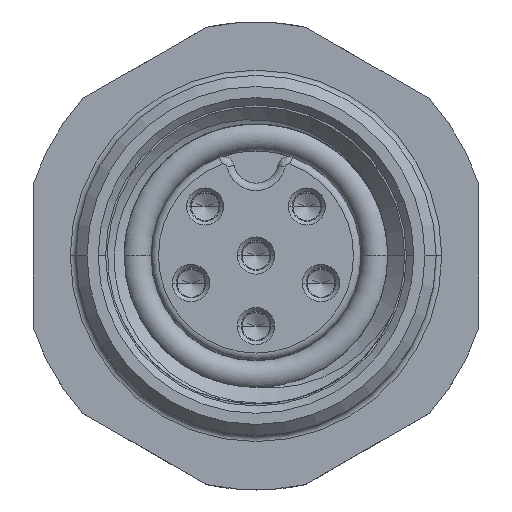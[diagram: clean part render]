
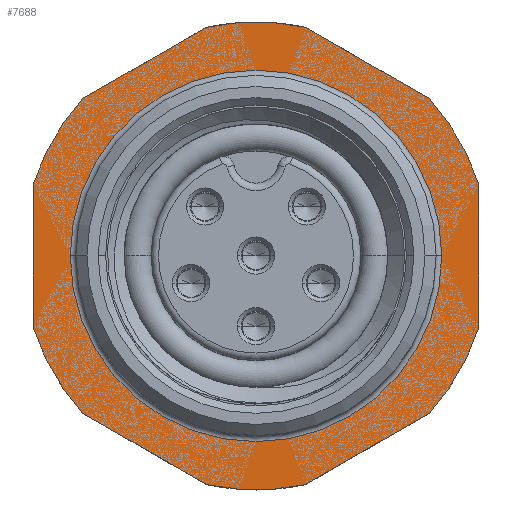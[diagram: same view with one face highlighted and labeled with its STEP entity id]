
A CAD part, top view. The second image highlights one B-rep face of the part: STEP entity #7688.
In plain terms, the highlighted planar face has unit normal (0, 0, 1).
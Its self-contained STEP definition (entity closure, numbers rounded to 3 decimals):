
#4246=CARTESIAN_POINT('',(0.,0.,-0.3));
#4247=DIRECTION('',(0.,0.,1.));
#4248=DIRECTION('',(0.212,0.977,0.));
#4249=AXIS2_PLACEMENT_3D('',#4246,#4247,#4248);
#4251=DIRECTION('',(-0.866,0.5,0.));
#4252=VECTOR('',#4251,3.842);
#4253=CARTESIAN_POINT('',(4.664,4.236,-0.3));
#4254=LINE('',#4253,#4252);
#4255=CARTESIAN_POINT('',(0.,0.,-0.3));
#4256=DIRECTION('',(0.,0.,1.));
#4257=DIRECTION('',(0.952,0.305,0.));
#4258=AXIS2_PLACEMENT_3D('',#4255,#4256,#4257);
#4260=DIRECTION('',(0.,1.,0.));
#4261=VECTOR('',#4260,3.842);
#4262=CARTESIAN_POINT('',(6.,-1.921,-0.3));
#4263=LINE('',#4262,#4261);
#4264=CARTESIAN_POINT('',(0.,0.,-0.3));
#4265=DIRECTION('',(0.,0.,1.));
#4266=DIRECTION('',(0.74,-0.672,0.));
#4267=AXIS2_PLACEMENT_3D('',#4264,#4265,#4266);
#4269=DIRECTION('',(0.866,0.5,0.));
#4270=VECTOR('',#4269,3.842);
#4271=CARTESIAN_POINT('',(1.336,-6.157,-0.3));
#4272=LINE('',#4271,#4270);
#4273=CARTESIAN_POINT('',(0.,0.,-0.3));
#4274=DIRECTION('',(0.,0.,1.));
#4275=DIRECTION('',(-0.212,-0.977,0.));
#4276=AXIS2_PLACEMENT_3D('',#4273,#4274,#4275);
#4278=DIRECTION('',(0.866,-0.5,0.));
#4279=VECTOR('',#4278,3.842);
#4280=CARTESIAN_POINT('',(-4.664,-4.236,-0.3));
#4281=LINE('',#4280,#4279);
#4282=CARTESIAN_POINT('',(0.,0.,-0.3));
#4283=DIRECTION('',(0.,0.,1.));
#4284=DIRECTION('',(-0.952,-0.305,0.));
#4285=AXIS2_PLACEMENT_3D('',#4282,#4283,#4284);
#4287=DIRECTION('',(0.,-1.,0.));
#4288=VECTOR('',#4287,3.842);
#4289=CARTESIAN_POINT('',(-6.,1.921,-0.3));
#4290=LINE('',#4289,#4288);
#4291=CARTESIAN_POINT('',(0.,0.,-0.3));
#4292=DIRECTION('',(0.,0.,1.));
#4293=DIRECTION('',(-0.74,0.672,0.));
#4294=AXIS2_PLACEMENT_3D('',#4291,#4292,#4293);
#4296=DIRECTION('',(-0.866,-0.5,0.));
#4297=VECTOR('',#4296,3.842);
#4298=CARTESIAN_POINT('',(-1.336,6.157,-0.3));
#4299=LINE('',#4298,#4297);
#4300=CARTESIAN_POINT('',(0.,0.,-0.3));
#4301=DIRECTION('',(0.,0.,1.));
#4302=DIRECTION('',(-1.,0.,0.));
#4303=AXIS2_PLACEMENT_3D('',#4300,#4301,#4302);
#4305=CARTESIAN_POINT('',(0.,0.,-0.3));
#4306=DIRECTION('',(0.,0.,1.));
#4307=DIRECTION('',(1.,0.,0.));
#4308=AXIS2_PLACEMENT_3D('',#4305,#4306,#4307);
#7046=CARTESIAN_POINT('',(1.336,6.157,-0.3));
#7047=CARTESIAN_POINT('',(-1.336,6.157,-0.3));
#7048=VERTEX_POINT('',#7046);
#7049=VERTEX_POINT('',#7047);
#7050=CARTESIAN_POINT('',(-4.664,4.236,-0.3));
#7051=VERTEX_POINT('',#7050);
#7052=CARTESIAN_POINT('',(-6.,1.921,-0.3));
#7053=VERTEX_POINT('',#7052);
#7054=CARTESIAN_POINT('',(-6.,-1.921,-0.3));
#7055=VERTEX_POINT('',#7054);
#7056=CARTESIAN_POINT('',(-4.664,-4.236,-0.3));
#7057=VERTEX_POINT('',#7056);
#7058=CARTESIAN_POINT('',(-1.336,-6.157,-0.3));
#7059=VERTEX_POINT('',#7058);
#7060=CARTESIAN_POINT('',(1.336,-6.157,-0.3));
#7061=VERTEX_POINT('',#7060);
#7062=CARTESIAN_POINT('',(4.664,-4.236,-0.3));
#7063=VERTEX_POINT('',#7062);
#7064=CARTESIAN_POINT('',(6.,-1.921,-0.3));
#7065=VERTEX_POINT('',#7064);
#7066=CARTESIAN_POINT('',(6.,1.921,-0.3));
#7067=VERTEX_POINT('',#7066);
#7068=CARTESIAN_POINT('',(4.664,4.236,-0.3));
#7069=VERTEX_POINT('',#7068);
#7120=CARTESIAN_POINT('',(5.,0.,-0.3));
#7121=CARTESIAN_POINT('',(-5.,0.,-0.3));
#7122=VERTEX_POINT('',#7120);
#7123=VERTEX_POINT('',#7121);
#7651=CARTESIAN_POINT('',(0.,0.,-0.3));
#7652=DIRECTION('',(0.,0.,1.));
#7653=DIRECTION('',(1.,0.,0.));
#7654=AXIS2_PLACEMENT_3D('',#7651,#7652,#7653);
#7655=PLANE('',#7654);
#7657=ORIENTED_EDGE('',*,*,#7656,.F.);
#7659=ORIENTED_EDGE('',*,*,#7658,.F.);
#7661=ORIENTED_EDGE('',*,*,#7660,.F.);
#7663=ORIENTED_EDGE('',*,*,#7662,.F.);
#7665=ORIENTED_EDGE('',*,*,#7664,.F.);
#7667=ORIENTED_EDGE('',*,*,#7666,.F.);
#7669=ORIENTED_EDGE('',*,*,#7668,.F.);
#7671=ORIENTED_EDGE('',*,*,#7670,.F.);
#7673=ORIENTED_EDGE('',*,*,#7672,.F.);
#7675=ORIENTED_EDGE('',*,*,#7674,.F.);
#7677=ORIENTED_EDGE('',*,*,#7676,.F.);
#7679=ORIENTED_EDGE('',*,*,#7678,.F.);
#7680=EDGE_LOOP('',(#7657,#7659,#7661,#7663,#7665,#7667,#7669,#7671,#7673,#7675,
#7677,#7679));
#7681=FACE_OUTER_BOUND('',#7680,.F.);
#7683=ORIENTED_EDGE('',*,*,#7682,.T.);
#7685=ORIENTED_EDGE('',*,*,#7684,.T.);
#7686=EDGE_LOOP('',(#7683,#7685));
#7687=FACE_BOUND('',#7686,.F.);
#4250=CIRCLE('',#4249,6.3);
#4259=CIRCLE('',#4258,6.3);
#4268=CIRCLE('',#4267,6.3);
#4277=CIRCLE('',#4276,6.3);
#4286=CIRCLE('',#4285,6.3);
#4295=CIRCLE('',#4294,6.3);
#4304=CIRCLE('',#4303,5.);
#4309=CIRCLE('',#4308,5.);
#7656=EDGE_CURVE('',#7048,#7049,#4250,.T.);
#7658=EDGE_CURVE('',#7069,#7048,#4254,.T.);
#7660=EDGE_CURVE('',#7067,#7069,#4259,.T.);
#7662=EDGE_CURVE('',#7065,#7067,#4263,.T.);
#7664=EDGE_CURVE('',#7063,#7065,#4268,.T.);
#7666=EDGE_CURVE('',#7061,#7063,#4272,.T.);
#7668=EDGE_CURVE('',#7059,#7061,#4277,.T.);
#7670=EDGE_CURVE('',#7057,#7059,#4281,.T.);
#7672=EDGE_CURVE('',#7055,#7057,#4286,.T.);
#7674=EDGE_CURVE('',#7053,#7055,#4290,.T.);
#7676=EDGE_CURVE('',#7051,#7053,#4295,.T.);
#7678=EDGE_CURVE('',#7049,#7051,#4299,.T.);
#7682=EDGE_CURVE('',#7123,#7122,#4304,.T.);
#7684=EDGE_CURVE('',#7122,#7123,#4309,.T.);
#7688=ADVANCED_FACE('',(#7681,#7687),#7655,.T.);
